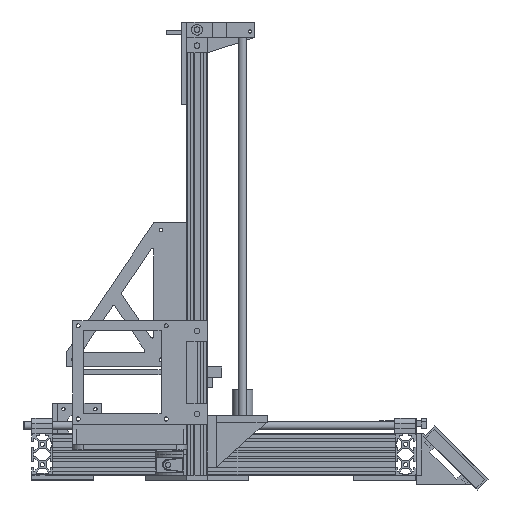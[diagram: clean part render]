
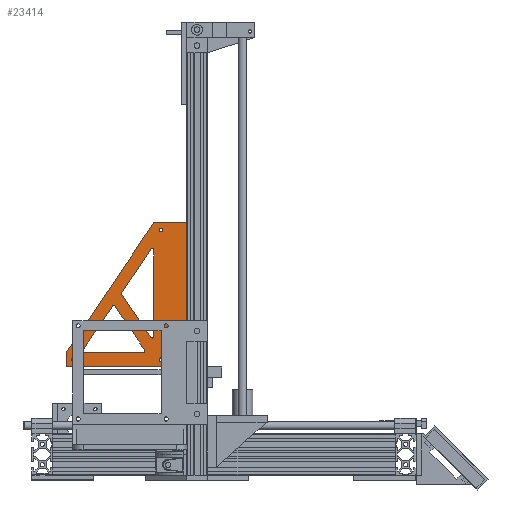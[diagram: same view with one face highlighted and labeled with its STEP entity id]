
A CAD part, left-side view. The second image highlights one B-rep face of the part: STEP entity #23414.
In plain terms, the highlighted planar face has unit normal (-1, 0, 0).
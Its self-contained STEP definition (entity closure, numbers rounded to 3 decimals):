
#568=FACE_BOUND('',#4168,.T.);
#569=FACE_BOUND('',#4169,.T.);
#570=FACE_BOUND('',#4170,.T.);
#571=FACE_BOUND('',#4171,.T.);
#572=FACE_BOUND('',#4172,.T.);
#573=FACE_BOUND('',#4173,.T.);
#574=FACE_BOUND('',#4174,.T.);
#575=FACE_BOUND('',#4175,.T.);
#1574=PLANE('',#25453);
#2701=FACE_OUTER_BOUND('',#4167,.T.);
#4167=EDGE_LOOP('',(#20532,#20533,#20534,#20535,#20536));
#4168=EDGE_LOOP('',(#20537));
#4169=EDGE_LOOP('',(#20538));
#4170=EDGE_LOOP('',(#20539));
#4171=EDGE_LOOP('',(#20540));
#4172=EDGE_LOOP('',(#20541));
#4173=EDGE_LOOP('',(#20542));
#4174=EDGE_LOOP('',(#20543,#20544,#20545,#20546,#20547,#20548));
#4175=EDGE_LOOP('',(#20549,#20550,#20551,#20552,#20553,#20554));
#6552=LINE('',#37324,#9171);
#6555=LINE('',#37332,#9174);
#6559=LINE('',#37342,#9178);
#6561=LINE('',#37348,#9180);
#6564=LINE('',#37356,#9183);
#6566=LINE('',#37362,#9185);
#6574=LINE('',#37391,#9193);
#6576=LINE('',#37395,#9195);
#6578=LINE('',#37399,#9197);
#6580=LINE('',#37403,#9199);
#6582=LINE('',#37406,#9201);
#9171=VECTOR('',#30633,10.);
#9174=VECTOR('',#30642,10.);
#9178=VECTOR('',#30652,10.);
#9180=VECTOR('',#30660,10.);
#9183=VECTOR('',#30669,10.);
#9185=VECTOR('',#30677,10.);
#9193=VECTOR('',#30711,10.);
#9195=VECTOR('',#30715,10.);
#9197=VECTOR('',#30719,10.);
#9199=VECTOR('',#30723,10.);
#9201=VECTOR('',#30727,10.);
#10264=CIRCLE('',#25419,1.5);
#10265=CIRCLE('',#25422,1.5);
#10266=CIRCLE('',#25425,1.5);
#10267=CIRCLE('',#25428,1.5);
#10268=CIRCLE('',#25431,1.5);
#10269=CIRCLE('',#25434,1.5);
#10270=CIRCLE('',#25437,2.75);
#10271=CIRCLE('',#25439,2.75);
#10272=CIRCLE('',#25441,2.75);
#10273=CIRCLE('',#25443,1.75);
#10274=CIRCLE('',#25445,1.75);
#10275=CIRCLE('',#25447,1.75);
#11987=VERTEX_POINT('',#37316);
#11988=VERTEX_POINT('',#37318);
#11989=VERTEX_POINT('',#37322);
#11990=VERTEX_POINT('',#37326);
#11991=VERTEX_POINT('',#37328);
#11992=VERTEX_POINT('',#37334);
#11993=VERTEX_POINT('',#37336);
#11994=VERTEX_POINT('',#37340);
#11995=VERTEX_POINT('',#37344);
#11996=VERTEX_POINT('',#37350);
#11997=VERTEX_POINT('',#37354);
#11998=VERTEX_POINT('',#37358);
#11999=VERTEX_POINT('',#37364);
#12000=VERTEX_POINT('',#37368);
#12001=VERTEX_POINT('',#37372);
#12002=VERTEX_POINT('',#37376);
#12003=VERTEX_POINT('',#37380);
#12004=VERTEX_POINT('',#37384);
#12005=VERTEX_POINT('',#37388);
#12006=VERTEX_POINT('',#37390);
#12007=VERTEX_POINT('',#37394);
#12008=VERTEX_POINT('',#37398);
#12009=VERTEX_POINT('',#37402);
#14900=EDGE_CURVE('',#11987,#11988,#10264,.T.);
#14903=EDGE_CURVE('',#11987,#11989,#6552,.T.);
#14905=EDGE_CURVE('',#11990,#11991,#10265,.T.);
#14907=EDGE_CURVE('',#11990,#11988,#6555,.T.);
#14909=EDGE_CURVE('',#11992,#11993,#10266,.T.);
#14912=EDGE_CURVE('',#11992,#11994,#6559,.T.);
#14914=EDGE_CURVE('',#11995,#11989,#10267,.T.);
#14915=EDGE_CURVE('',#11995,#11991,#6561,.T.);
#14917=EDGE_CURVE('',#11996,#11994,#10268,.T.);
#14919=EDGE_CURVE('',#11996,#11997,#6564,.T.);
#14921=EDGE_CURVE('',#11998,#11997,#10269,.T.);
#14922=EDGE_CURVE('',#11998,#11993,#6566,.T.);
#14923=EDGE_CURVE('',#11999,#11999,#10270,.T.);
#14925=EDGE_CURVE('',#12000,#12000,#10271,.T.);
#14927=EDGE_CURVE('',#12001,#12001,#10272,.T.);
#14929=EDGE_CURVE('',#12002,#12002,#10273,.T.);
#14931=EDGE_CURVE('',#12003,#12003,#10274,.T.);
#14933=EDGE_CURVE('',#12004,#12004,#10275,.T.);
#14936=EDGE_CURVE('',#12006,#12005,#6574,.T.);
#14938=EDGE_CURVE('',#12007,#12006,#6576,.T.);
#14940=EDGE_CURVE('',#12008,#12007,#6578,.T.);
#14942=EDGE_CURVE('',#12009,#12008,#6580,.T.);
#14944=EDGE_CURVE('',#12005,#12009,#6582,.T.);
#20532=ORIENTED_EDGE('',*,*,#14944,.T.);
#20533=ORIENTED_EDGE('',*,*,#14942,.T.);
#20534=ORIENTED_EDGE('',*,*,#14940,.T.);
#20535=ORIENTED_EDGE('',*,*,#14938,.T.);
#20536=ORIENTED_EDGE('',*,*,#14936,.T.);
#20537=ORIENTED_EDGE('',*,*,#14933,.T.);
#20538=ORIENTED_EDGE('',*,*,#14931,.T.);
#20539=ORIENTED_EDGE('',*,*,#14929,.T.);
#20540=ORIENTED_EDGE('',*,*,#14927,.T.);
#20541=ORIENTED_EDGE('',*,*,#14925,.T.);
#20542=ORIENTED_EDGE('',*,*,#14923,.T.);
#20543=ORIENTED_EDGE('',*,*,#14912,.T.);
#20544=ORIENTED_EDGE('',*,*,#14917,.F.);
#20545=ORIENTED_EDGE('',*,*,#14919,.T.);
#20546=ORIENTED_EDGE('',*,*,#14921,.F.);
#20547=ORIENTED_EDGE('',*,*,#14922,.T.);
#20548=ORIENTED_EDGE('',*,*,#14909,.F.);
#20549=ORIENTED_EDGE('',*,*,#14907,.T.);
#20550=ORIENTED_EDGE('',*,*,#14900,.F.);
#20551=ORIENTED_EDGE('',*,*,#14903,.T.);
#20552=ORIENTED_EDGE('',*,*,#14914,.F.);
#20553=ORIENTED_EDGE('',*,*,#14915,.T.);
#20554=ORIENTED_EDGE('',*,*,#14905,.F.);
#23414=ADVANCED_FACE('',(#2701,#568,#569,#570,#571,#572,#573,#574,#575),
#1574,.T.);
#25419=AXIS2_PLACEMENT_3D('',#37319,#30627,#30628);
#25422=AXIS2_PLACEMENT_3D('',#37329,#30637,#30638);
#25425=AXIS2_PLACEMENT_3D('',#37337,#30646,#30647);
#25428=AXIS2_PLACEMENT_3D('',#37346,#30656,#30657);
#25431=AXIS2_PLACEMENT_3D('',#37352,#30664,#30665);
#25434=AXIS2_PLACEMENT_3D('',#37360,#30673,#30674);
#25437=AXIS2_PLACEMENT_3D('',#37365,#30680,#30681);
#25439=AXIS2_PLACEMENT_3D('',#37369,#30685,#30686);
#25441=AXIS2_PLACEMENT_3D('',#37373,#30690,#30691);
#25443=AXIS2_PLACEMENT_3D('',#37377,#30695,#30696);
#25445=AXIS2_PLACEMENT_3D('',#37381,#30700,#30701);
#25447=AXIS2_PLACEMENT_3D('',#37385,#30705,#30706);
#25453=AXIS2_PLACEMENT_3D('',#37407,#30728,#30729);
#30627=DIRECTION('center_axis',(-1.,0.,0.));
#30628=DIRECTION('ref_axis',(0.,-0.292,-0.956));
#30633=DIRECTION('',(0.,0.559,0.829));
#30637=DIRECTION('center_axis',(-1.,0.,0.));
#30638=DIRECTION('ref_axis',(0.,-0.292,0.956));
#30642=DIRECTION('',(0.,0.,-1.));
#30646=DIRECTION('center_axis',(-1.,0.,0.));
#30647=DIRECTION('ref_axis',(0.,-0.883,-0.469));
#30652=DIRECTION('',(0.,1.,0.));
#30656=DIRECTION('center_axis',(-1.,0.,0.));
#30657=DIRECTION('ref_axis',(0.,1.,0.));
#30660=DIRECTION('',(0.,-0.559,0.829));
#30664=DIRECTION('center_axis',(-1.,0.,0.));
#30665=DIRECTION('ref_axis',(0.,0.883,-0.469));
#30669=DIRECTION('',(0.,-0.559,0.829));
#30673=DIRECTION('center_axis',(-1.,0.,0.));
#30674=DIRECTION('ref_axis',(0.,0.,
1.));
#30677=DIRECTION('',(0.,-0.559,-0.829));
#30680=DIRECTION('center_axis',(1.,0.,0.));
#30681=DIRECTION('ref_axis',(0.,-1.,0.));
#30685=DIRECTION('center_axis',(1.,0.,0.));
#30686=DIRECTION('ref_axis',(0.,-1.,0.));
#30690=DIRECTION('center_axis',(1.,0.,0.));
#30691=DIRECTION('ref_axis',(0.,-1.,0.));
#30695=DIRECTION('center_axis',(1.,0.,0.));
#30696=DIRECTION('ref_axis',(0.,-1.,0.));
#30700=DIRECTION('center_axis',(1.,0.,0.));
#30701=DIRECTION('ref_axis',(0.,-1.,0.));
#30705=DIRECTION('center_axis',(1.,0.,0.));
#30706=DIRECTION('ref_axis',(0.,-1.,0.));
#30711=DIRECTION('',(0.,0.559,-0.829));
#30715=DIRECTION('',(0.,1.,0.));
#30719=DIRECTION('',(0.,0.,1.));
#30723=DIRECTION('',(0.,-1.,0.));
#30727=DIRECTION('',(0.,0.,-1.));
#30728=DIRECTION('center_axis',(-1.,0.,0.));
#30729=DIRECTION('ref_axis',(0.,-1.,0.));
#37316=CARTESIAN_POINT('',(647.211,236.845,78.796));
#37318=CARTESIAN_POINT('',(647.211,234.101,79.634));
#37319=CARTESIAN_POINT('Origin',(647.211,235.601,79.634));
#37322=CARTESIAN_POINT('',(647.211,265.179,120.797));
#37324=CARTESIAN_POINT('',(647.211,234.101,74.729));
#37326=CARTESIAN_POINT('',(647.211,234.101,163.637));
#37328=CARTESIAN_POINT('',(647.211,236.845,164.476));
#37329=CARTESIAN_POINT('Origin',(647.211,235.601,163.637));
#37332=CARTESIAN_POINT('',(647.211,234.101,50.));
#37334=CARTESIAN_POINT('',(647.211,244.16,64.));
#37336=CARTESIAN_POINT('',(647.211,242.916,66.339));
#37337=CARTESIAN_POINT('Origin',(647.211,244.16,65.5));
#37340=CARTESIAN_POINT('',(647.211,301.804,64.));
#37342=CARTESIAN_POINT('',(647.211,319.101,64.));
#37344=CARTESIAN_POINT('',(647.211,265.179,122.475));
#37346=CARTESIAN_POINT('Origin',(647.211,263.935,121.636));
#37348=CARTESIAN_POINT('',(647.211,304.626,64.));
#37350=CARTESIAN_POINT('',(647.211,303.048,66.339));
#37352=CARTESIAN_POINT('Origin',(647.211,301.804,65.5));
#37354=CARTESIAN_POINT('',(647.211,274.226,109.064));
#37356=CARTESIAN_POINT('',(647.211,304.626,64.));
#37358=CARTESIAN_POINT('',(647.211,271.739,109.064));
#37360=CARTESIAN_POINT('Origin',(647.211,272.982,108.225));
#37362=CARTESIAN_POINT('',(647.211,241.339,64.));
#37364=CARTESIAN_POINT('',(647.211,194.851,60.));
#37365=CARTESIAN_POINT('Origin',(647.211,192.101,60.));
#37368=CARTESIAN_POINT('',(647.211,194.851,180.));
#37369=CARTESIAN_POINT('Origin',(647.211,192.101,180.));
#37372=CARTESIAN_POINT('',(647.211,194.851,120.));
#37373=CARTESIAN_POINT('Origin',(647.211,192.101,120.));
#37376=CARTESIAN_POINT('',(647.211,313.851,57.));
#37377=CARTESIAN_POINT('Origin',(647.211,312.101,57.));
#37380=CARTESIAN_POINT('',(647.211,228.851,57.));
#37381=CARTESIAN_POINT('Origin',(647.211,227.101,57.));
#37384=CARTESIAN_POINT('',(647.211,228.851,183.));
#37385=CARTESIAN_POINT('Origin',(647.211,227.101,183.));
#37388=CARTESIAN_POINT('',(647.211,319.101,64.));
#37390=CARTESIAN_POINT('',(647.211,234.101,190.));
#37391=CARTESIAN_POINT('',(647.211,319.101,64.));
#37394=CARTESIAN_POINT('',(647.211,182.101,190.));
#37395=CARTESIAN_POINT('',(647.211,234.101,190.));
#37398=CARTESIAN_POINT('',(647.211,182.101,50.));
#37399=CARTESIAN_POINT('',(647.211,182.101,190.));
#37402=CARTESIAN_POINT('',(647.211,319.101,50.));
#37403=CARTESIAN_POINT('',(647.211,182.101,50.));
#37406=CARTESIAN_POINT('',(647.211,319.101,50.));
#37407=CARTESIAN_POINT('Origin',(647.211,250.601,120.));
